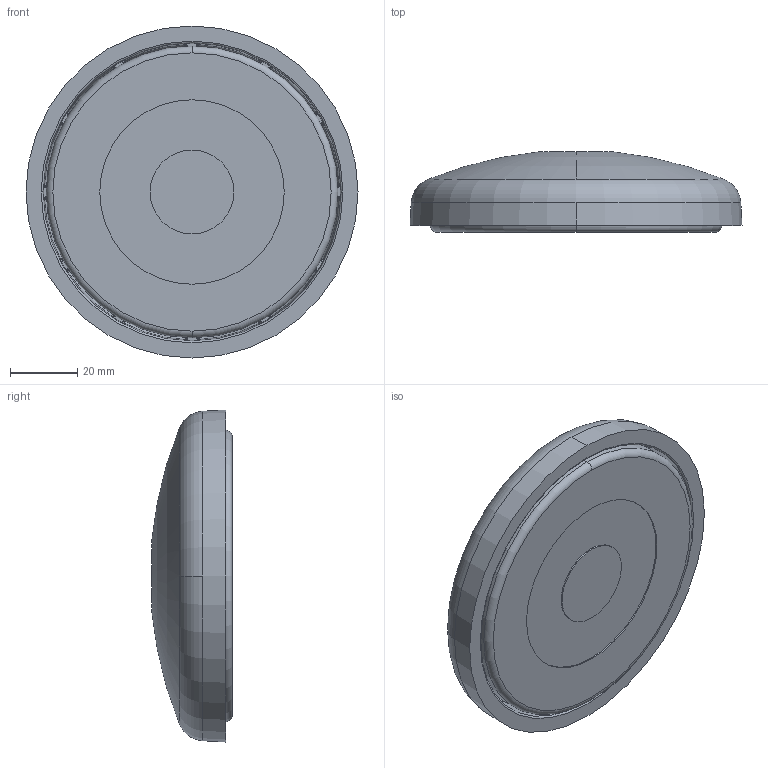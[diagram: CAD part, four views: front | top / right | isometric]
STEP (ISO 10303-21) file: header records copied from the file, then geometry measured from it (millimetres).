
FILE_DESCRIPTION (( 'STEP AP214' ), '1' );
FILE_NAME ('098c100kg.STEP', '2014-09-09T13:47:51', ( '' ), ( '' ), 'SwSTEP 2.0', 'SolidWorks 2014', '' );
FILE_SCHEMA (( 'AUTOMOTIVE_DESIGN' ));
Length unit declared in the file: inch
Products named in the file (1): 098c100kg
Bounding box: 99 x 24 x 99 mm (x, y, z)
Volume: 101127.7 mm3; surface area: 45502.7 mm2
Topology: 2 solids, 2 shells, 763 faces, 1869 edges, 1089 vertices
Faces by surface type: bspline 319, torus 166, sphere 103, cylinder 68, plane 63, cone 44
Entity records: 43473 total; most frequent: CARTESIAN_POINT 18513, ORIENTED_EDGE 3596, DIRECTION 2612, EDGE_CURVE 1798, AXIS2_PLACEMENT_3D 1198, VERTEX_POINT 1047, B_SPLINE_CURVE_WITH_KNOTS 797, EDGE_LOOP 771
